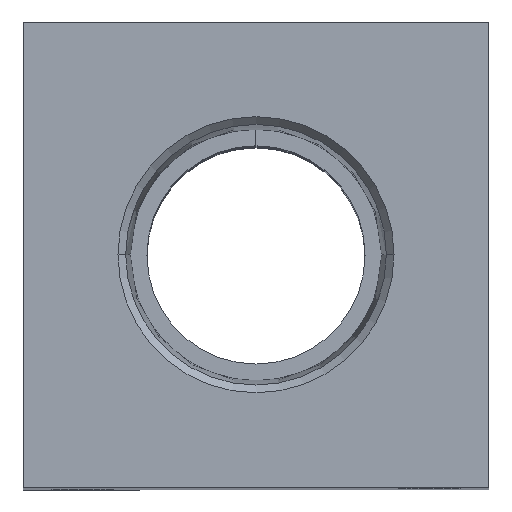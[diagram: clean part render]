
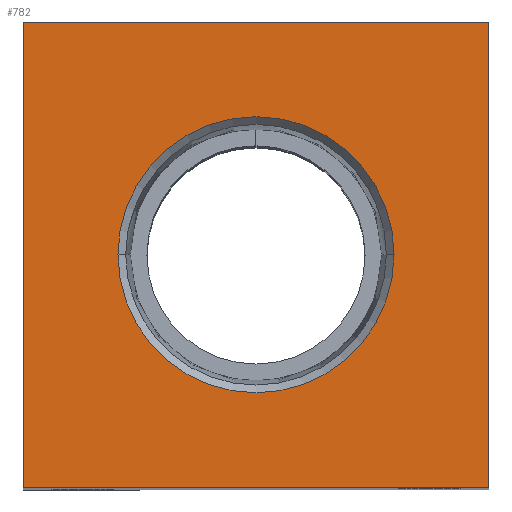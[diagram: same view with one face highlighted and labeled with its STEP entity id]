
A CAD part, top view. The second image highlights one B-rep face of the part: STEP entity #782.
In plain terms, the highlighted planar face has unit normal (0, 0, 1).
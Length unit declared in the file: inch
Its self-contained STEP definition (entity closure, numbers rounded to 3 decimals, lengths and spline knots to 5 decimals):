
#21 = CARTESIAN_POINT ( 'NONE',  ( -0.75, -0.75, 2.375 ) ) ;
#28 = EDGE_CURVE ( 'NONE', #2053, #1321, #753, .T. ) ;
#106 = CARTESIAN_POINT ( 'NONE',  ( 0.75, 0.75, 2.375 ) ) ;
#108 = DIRECTION ( 'NONE',  ( 1., 0., 0. ) ) ;
#112 = DIRECTION ( 'NONE',  ( 0., 0., 1. ) ) ;
#116 = CARTESIAN_POINT ( 'NONE',  ( 0., 0., 2.375 ) ) ;
#139 = DIRECTION ( 'NONE',  ( 0., -1., 0. ) ) ;
#150 = VERTEX_POINT ( 'NONE', #1575 ) ;
#170 = EDGE_CURVE ( 'NONE', #1715, #2050, #1508, .T. ) ;
#184 = FACE_OUTER_BOUND ( 'NONE', #1084, .T. ) ;
#187 = VERTEX_POINT ( 'NONE', #1505 ) ;
#196 = AXIS2_PLACEMENT_3D ( 'NONE', #1031, #853, #868 ) ;
#211 = ORIENTED_EDGE ( 'NONE', *, *, #656, .T. ) ;
#215 = DIRECTION ( 'NONE',  ( 0., 1., 0. ) ) ;
#220 = CARTESIAN_POINT ( 'NONE',  ( 0.75, -0.75, 2.375 ) ) ;
#348 = CIRCLE ( 'NONE', #965, 0.44487 ) ;
#448 = DIRECTION ( 'NONE',  ( 1., 0., 0. ) ) ;
#456 = DIRECTION ( 'NONE',  ( 0., 0., 1. ) ) ;
#464 = CARTESIAN_POINT ( 'NONE',  ( 0., 0., 2.375 ) ) ;
#588 = ORIENTED_EDGE ( 'NONE', *, *, #1203, .F. ) ;
#615 = CARTESIAN_POINT ( 'NONE',  ( 0.75, -0.75, 2.375 ) ) ;
#656 = EDGE_CURVE ( 'NONE', #2050, #2053, #1714, .T. ) ;
#663 = VECTOR ( 'NONE', #1550, 39.37008 ) ;
#713 = EDGE_CURVE ( 'NONE', #150, #187, #348, .T. ) ;
#716 = VECTOR ( 'NONE', #1875, 39.37008 ) ;
#753 = LINE ( 'NONE', #106, #716 ) ;
#782 = ADVANCED_FACE ( 'NONE', ( #1967, #184 ), #802, .T. ) ;
#783 = ORIENTED_EDGE ( 'NONE', *, *, #28, .T. ) ;
#802 = PLANE ( 'NONE',  #196 ) ;
#853 = DIRECTION ( 'NONE',  ( 0., 0., 1. ) ) ;
#868 = DIRECTION ( 'NONE',  ( 1., 0., 0. ) ) ;
#965 = AXIS2_PLACEMENT_3D ( 'NONE', #116, #112, #108 ) ;
#971 = ORIENTED_EDGE ( 'NONE', *, *, #170, .T. ) ;
#1012 = EDGE_LOOP ( 'NONE', ( #1920, #588 ) ) ;
#1031 = CARTESIAN_POINT ( 'NONE',  ( 0., 0., 2.375 ) ) ;
#1084 = EDGE_LOOP ( 'NONE', ( #2120, #971, #211, #783 ) ) ;
#1102 = AXIS2_PLACEMENT_3D ( 'NONE', #464, #456, #448 ) ;
#1203 = EDGE_CURVE ( 'NONE', #187, #150, #2104, .T. ) ;
#1227 = VECTOR ( 'NONE', #215, 39.37008 ) ;
#1321 = VERTEX_POINT ( 'NONE', #1637 ) ;
#1357 = CARTESIAN_POINT ( 'NONE',  ( -0.75, -0.75, 2.375 ) ) ;
#1462 = VECTOR ( 'NONE', #139, 39.37008 ) ;
#1505 = CARTESIAN_POINT ( 'NONE',  ( -0.44487, 0., 2.375 ) ) ;
#1508 = LINE ( 'NONE', #1532, #663 ) ;
#1532 = CARTESIAN_POINT ( 'NONE',  ( 0.75, -0.75, 2.375 ) ) ;
#1550 = DIRECTION ( 'NONE',  ( 1., 0., 0. ) ) ;
#1575 = CARTESIAN_POINT ( 'NONE',  ( 0.44487, 0., 2.375 ) ) ;
#1620 = LINE ( 'NONE', #1357, #1462 ) ;
#1637 = CARTESIAN_POINT ( 'NONE',  ( -0.75, 0.75, 2.375 ) ) ;
#1651 = CARTESIAN_POINT ( 'NONE',  ( 0.75, 0.75, 2.375 ) ) ;
#1714 = LINE ( 'NONE', #220, #1227 ) ;
#1715 = VERTEX_POINT ( 'NONE', #21 ) ;
#1875 = DIRECTION ( 'NONE',  ( -1., 0., 0. ) ) ;
#1920 = ORIENTED_EDGE ( 'NONE', *, *, #713, .F. ) ;
#1967 = FACE_BOUND ( 'NONE', #1012, .T. ) ;
#2050 = VERTEX_POINT ( 'NONE', #615 ) ;
#2053 = VERTEX_POINT ( 'NONE', #1651 ) ;
#2104 = CIRCLE ( 'NONE', #1102, 0.44487 ) ;
#2120 = ORIENTED_EDGE ( 'NONE', *, *, #2160, .T. ) ;
#2160 = EDGE_CURVE ( 'NONE', #1321, #1715, #1620, .T. ) ;
